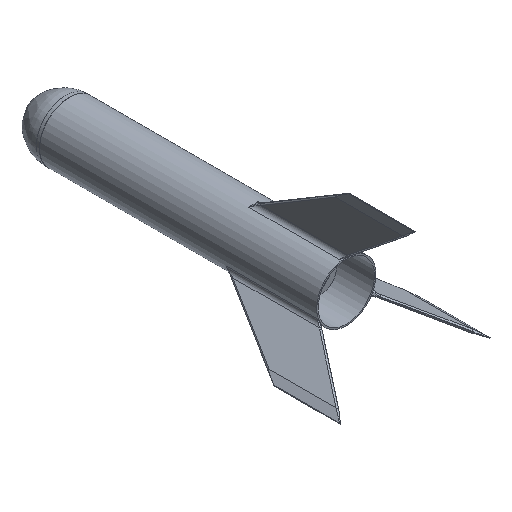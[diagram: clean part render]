
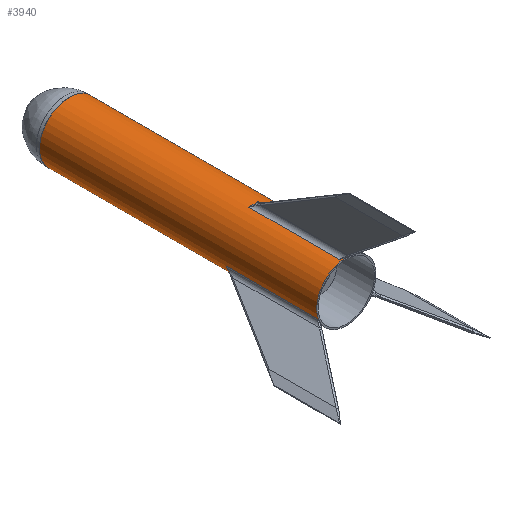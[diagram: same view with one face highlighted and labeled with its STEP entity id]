
A CAD part, isometric view. The second image highlights one B-rep face of the part: STEP entity #3940.
In plain terms, the highlighted cylindrical face has radius 40.1 mm (diameter 80.2 mm), a full revolution.
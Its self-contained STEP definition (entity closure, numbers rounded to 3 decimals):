
#339=LINE('',#5797,#571);
#571=VECTOR('',#4686,40.1);
#803=CYLINDRICAL_SURFACE('',#4232,40.1);
#915=FACE_OUTER_BOUND('',#1151,.T.);
#1151=EDGE_LOOP('',(#2631,#2632,#2633,#2634));
#1399=CIRCLE('',#4228,40.1);
#1402=CIRCLE('',#4233,40.1);
#1598=VERTEX_POINT('',#5786);
#1601=VERTEX_POINT('',#5795);
#2000=EDGE_CURVE('',#1598,#1598,#1399,.T.);
#2004=EDGE_CURVE('',#1601,#1601,#1402,.T.);
#2005=EDGE_CURVE('',#1601,#1598,#339,.T.);
#2631=ORIENTED_EDGE('',*,*,#2004,.F.);
#2632=ORIENTED_EDGE('',*,*,#2005,.T.);
#2633=ORIENTED_EDGE('',*,*,#2000,.F.);
#2634=ORIENTED_EDGE('',*,*,#2005,.F.);
#3940=ADVANCED_FACE('',(#915),#803,.T.);
#4228=AXIS2_PLACEMENT_3D('',#5787,#4673,#4674);
#4232=AXIS2_PLACEMENT_3D('',#5794,#4682,#4683);
#4233=AXIS2_PLACEMENT_3D('',#5796,#4684,#4685);
#4673=DIRECTION('center_axis',(0.,-1.,0.));
#4674=DIRECTION('ref_axis',(1.,0.,0.));
#4682=DIRECTION('center_axis',(0.,1.,0.));
#4683=DIRECTION('ref_axis',(1.,0.,0.));
#4684=DIRECTION('center_axis',(0.,1.,0.));
#4685=DIRECTION('ref_axis',(1.,0.,0.));
#4686=DIRECTION('',(0.,-1.,0.));
#5786=CARTESIAN_POINT('',(-40.1,-187.5,0.));
#5787=CARTESIAN_POINT('Origin',(0.,-187.5,0.));
#5794=CARTESIAN_POINT('Origin',(0.,0.,0.));
#5795=CARTESIAN_POINT('',(-40.1,187.5,0.));
#5796=CARTESIAN_POINT('Origin',(0.,187.5,0.));
#5797=CARTESIAN_POINT('',(-40.1,0.,0.));
